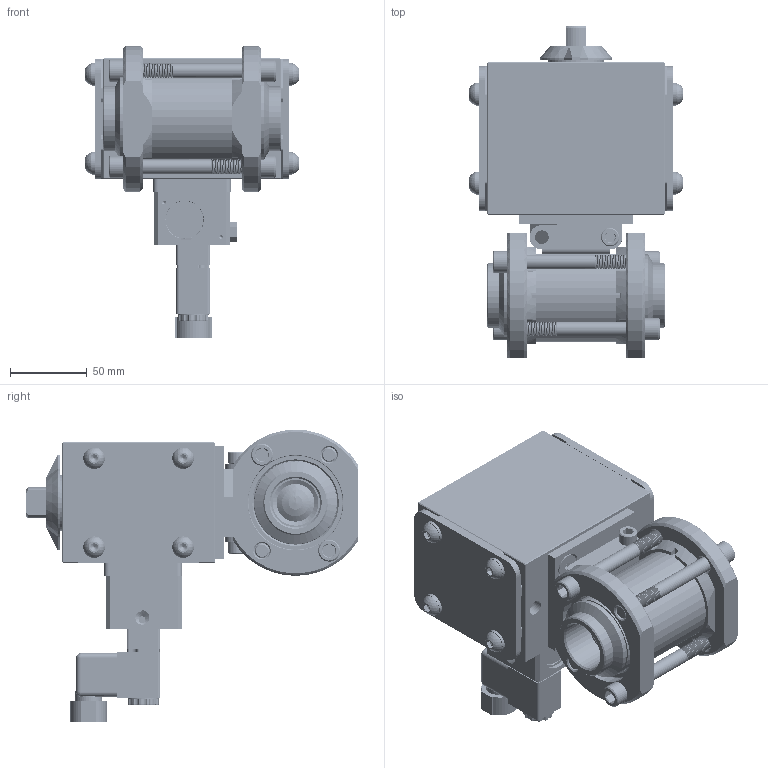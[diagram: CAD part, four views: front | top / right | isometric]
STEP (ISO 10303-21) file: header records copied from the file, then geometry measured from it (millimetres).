
FILE_DESCRIPTION (( 'STEP AP203' ), '1' );
FILE_NAME ('21XXTSWSA522DGPDC.step', '2018-03-15T12:19:13', ( '' ), ( '' ), 'SwSTEP 2.0', 'SolidWorks 2017', '' );
FILE_SCHEMA (( 'CONFIG_CONTROL_DESIGN' ));
Length unit declared in the file: inch
Products named in the file (1): 21XXTSWSA522DGPDC
Bounding box: 139.51 x 216.09 x 190.68 mm (x, y, z)
Volume: 1025270.7 mm3; surface area: 334804.8 mm2
Topology: 57 solids, 57 shells, 3407 faces, 8765 edges, 5487 vertices
Faces by surface type: cylinder 1593, plane 813, cone 702, bspline 148, torus 129, sphere 22
Entity records: 171777 total; most frequent: CARTESIAN_POINT 92691, ORIENTED_EDGE 17302, DIRECTION 16102, EDGE_CURVE 8651, AXIS2_PLACEMENT_3D 6218, VERTEX_POINT 5483, EDGE_LOOP 3706, LINE 3666
